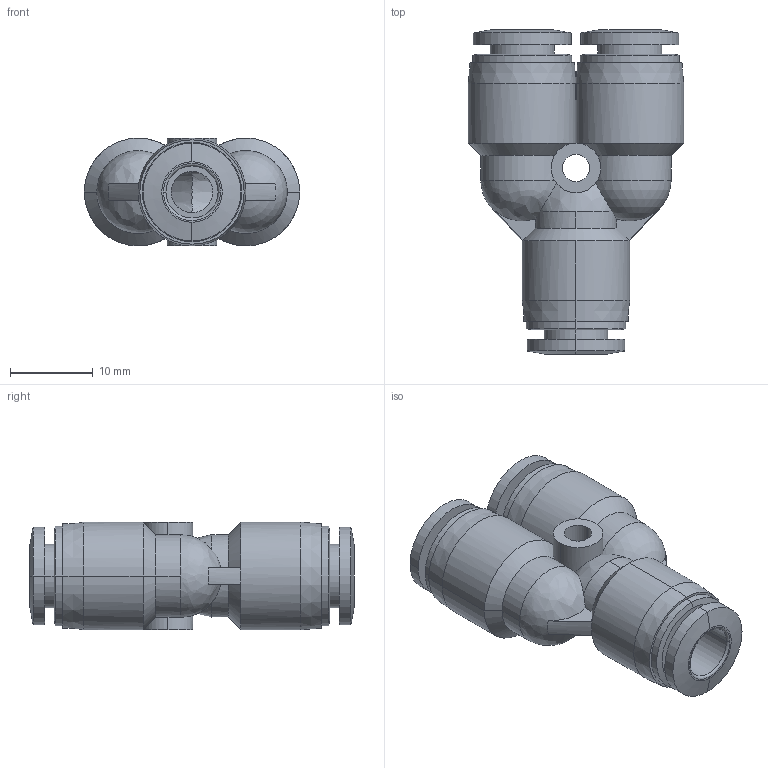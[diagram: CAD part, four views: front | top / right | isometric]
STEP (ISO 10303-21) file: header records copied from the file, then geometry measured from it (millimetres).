
FILE_DESCRIPTION (( 'STEP AP214' ), '1' );
FILE_NAME ('UY6M.step', '2016-02-24T20:50:34', ( '' ), ( '' ), 'SwSTEP 2.0', 'SolidWorks 2015', '' );
FILE_SCHEMA (( 'AUTOMOTIVE_DESIGN' ));
Length unit declared in the file: inch
Products named in the file (1): UY6M
Bounding box: 26 x 39.2 x 13 mm (x, y, z)
Volume: 5063.5 mm3; surface area: 4383.6 mm2
Topology: 1 solids, 1 shells, 107 faces, 242 edges, 147 vertices
Faces by surface type: cylinder 41, cone 25, plane 25, bspline 9, torus 6, sphere 1
Full cylindrical faces by diameter (mm): 13 x1
Entity records: 5254 total; most frequent: CARTESIAN_POINT 1448, DIRECTION 506, ORIENTED_EDGE 486, EDGE_CURVE 243, AXIS2_PLACEMENT_3D 217, VERTEX_POINT 149, EDGE_LOOP 124, CIRCLE 118
